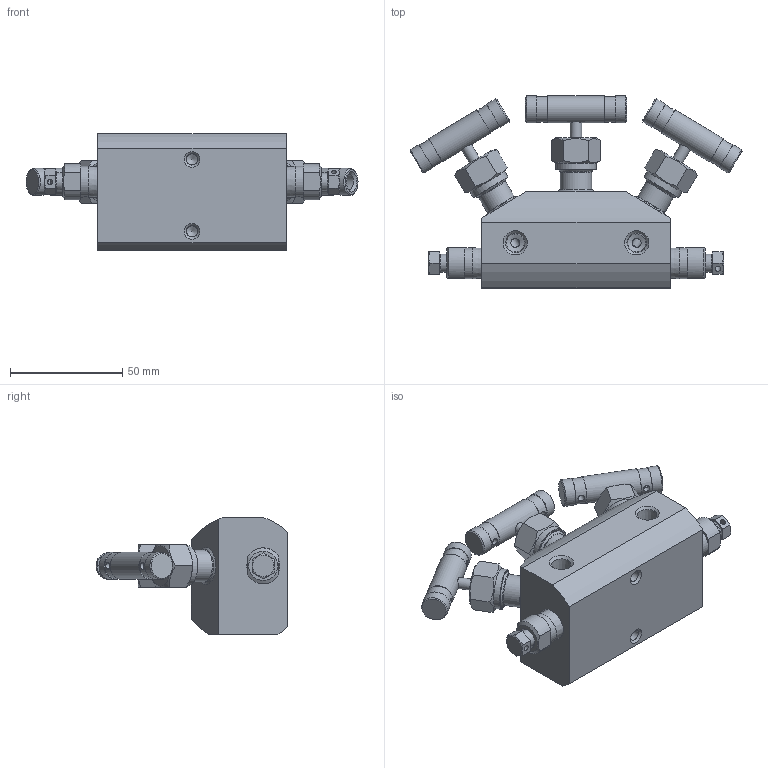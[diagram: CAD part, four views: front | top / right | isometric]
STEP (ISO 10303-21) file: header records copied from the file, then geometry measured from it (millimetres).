
FILE_DESCRIPTION(('STEP AP203'), '1');
FILE_NAME('Âåíòèëüíûè? áëîê ñ äðåíàæíûìè êëàïàíàìè äî îòñå÷íûõ âåíòèëåè? ÂX301', '', ('UNSPECIFIED'), ('UNSPECIFIED'), 'C3D Converter', 'C3D Toolkit', '');
FILE_SCHEMA(('CONFIG_CONTROL_DESIGN'));
Length unit declared in the file: millimetre
Products named in the file (15): Вентильный блок с дренажными клапанами до отсечных вентилей ВX301; ТВПЕ.301156.001 - Корпус в сборе; ; ТВПЕ.714711.001 - Втулка резьбовая; ТВПЕ.714767.001 - Корпус сбросного клапана; ТВПЕ.715713.013 - Шток сбросного клапана; ТВПЕ.306571.001 - Шток в сборе; ТВПЕ.715713.012 - Шток; ТВПЕ.753762.001 - Ручка;  A.M8x12 ѓЋ‘’ 11075-93; ТВПЕ.754176.001 - Сальник; ТВПЕ.713671.001 - Втулка прижимная; ТВПЕ.746612.006 - Гайка упорная; ТВПЕ.713671.002 - Шайба
Assembly tree (19 placements, depth 3):
  Вентильный блок с дренажными клапанами до отсечных вентилей ВX301
    ТВПЕ.301156.001 - Корпус в сборе
  
      ТВПЕ.714711.001 - Втулка резьбовая  x2
      ТВПЕ.714711.001 - Втулка резьбовая
    ТВПЕ.714767.001 - Корпус сбросного клапана  x2
    ТВПЕ.715713.013 - Шток сбросного клапана  x2
    ТВПЕ.306571.001 - Шток в сборе  x3
      ТВПЕ.715713.012 - Шток
      ТВПЕ.753762.001 - Ручка
   A.M8x12 ѓЋ‘’ 11075-93
      ТВПЕ.754176.001 - Сальник
      ТВПЕ.713671.001 - Втулка прижимная
      ТВПЕ.746612.006 - Гайка упорная
      ТВПЕ.713671.002 - Шайба
Bounding box: 147.71 x 85.41 x 52 mm (x, y, z)
Volume: 194389.2 mm3; surface area: 43164.8 mm2
Topology: 1 solids, 18 shells, 474 faces, 1087 edges, 681 vertices
Faces by surface type: plane 167, cylinder 163, cone 126, torus 14, bspline 4
Full cylindrical faces by diameter (mm): 2.5 x2, 3 x11, 3.6 x2, 4 x8, 4.6 x3, 5 x17, 5.2 x3, 5.5 x3, 6 x5, 6.75 x8, 8 x2, 9 x6, 11.5 x6, 12 x9, 13.5 x3, 13.8 x2, 14 x9, 15 x3, 16 x3, 16.5 x3, 18 x3
Entity records: 27688 total; most frequent: CARTESIAN_POINT 17114, DIRECTION 1913, ORIENTED_EDGE 1668, AXIS2_PLACEMENT_3D 859, EDGE_CURVE 834, EDGE_LOOP 806, VERTEX_POINT 666, FACE_BOUND 521
